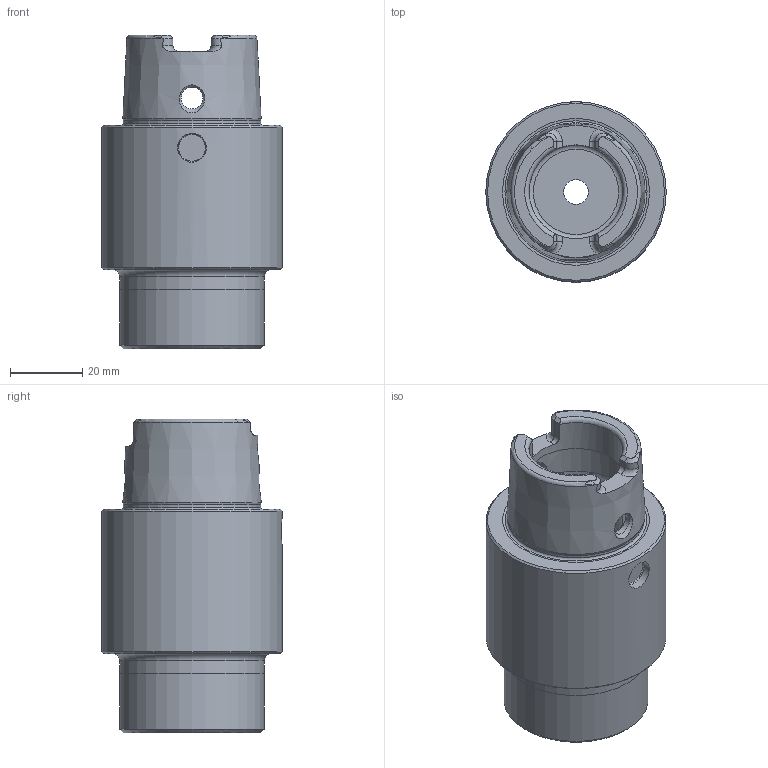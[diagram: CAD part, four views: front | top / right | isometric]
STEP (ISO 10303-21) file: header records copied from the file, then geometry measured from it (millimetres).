
FILE_DESCRIPTION(/* description */ (''),/* implementation_level */ '2;1');
FILE_NAME(/* name */ '255013232.stp',/* time_stamp */ '2021-01-08T12:41:52',/* author */ ('LRA'),/* organization */ ('REGO-FIX'),/* preprocessor_version */ ' Unknown',/* originating_system */ 'SIEMENS PLM Software Solid Edge ST10',/* authorization */ 'Unknown');
FILE_SCHEMA (('AUTOMOTIVE_DESIGN { 1 0 10303 214 2 1 1}'));
Length unit declared in the file: millimetre
Products named in the file (1): NOCUT
Bounding box: 50 x 50 x 87 mm (x, y, z)
Volume: 84087.2 mm3; surface area: 22025.5 mm2
Topology: 1 solids, 1 shells, 82 faces, 211 edges, 132 vertices
Faces by surface type: plane 27, cylinder 22, cone 19, torus 14
Full cylindrical faces by diameter (mm): 6 x2, 6.8 x1, 8 x1, 23.5 x1, 26 x2, 32 x1, 38.009 x1, 40 x2, 50 x1
Entity records: 3020 total; most frequent: CARTESIAN_POINT 676, DIRECTION 356, ORIENTED_EDGE 328, EDGE_CURVE 164, AXIS2_PLACEMENT_3D 158, FACE_BOUND 123, EDGE_LOOP 122, VERTEX_POINT 119
